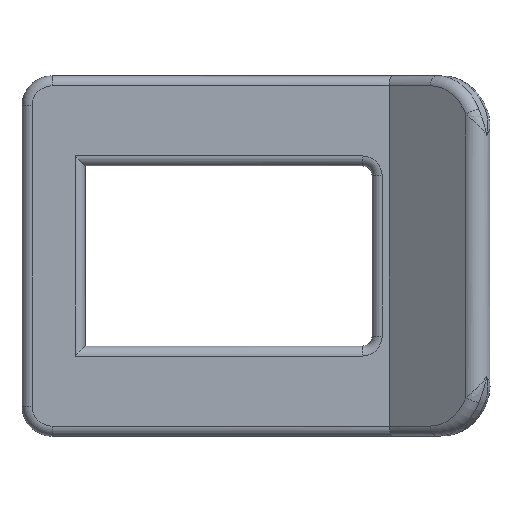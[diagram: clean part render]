
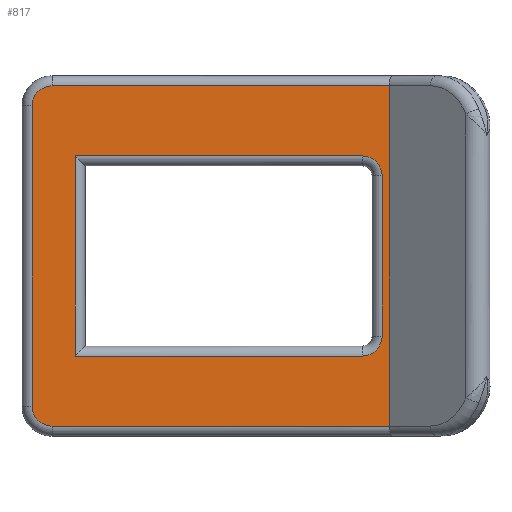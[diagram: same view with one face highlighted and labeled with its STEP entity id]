
A CAD part, top view. The second image highlights one B-rep face of the part: STEP entity #817.
In plain terms, the highlighted planar face has unit normal (0, 0, 1).
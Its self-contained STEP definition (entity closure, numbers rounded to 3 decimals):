
#15=FACE_BOUND('',#268,.T.);
#22=PLANE('',#907);
#54=LINE('',#1507,#117);
#67=LINE('',#1545,#130);
#73=LINE('',#1562,#136);
#75=LINE('',#1568,#138);
#76=LINE('',#1594,#139);
#80=LINE('',#1604,#143);
#81=LINE('',#1606,#144);
#82=LINE('',#1610,#145);
#117=VECTOR('',#1003,10.);
#130=VECTOR('',#1036,10.);
#136=VECTOR('',#1052,10.);
#138=VECTOR('',#1058,10.);
#139=VECTOR('',#1075,10.);
#143=VECTOR('',#1085,10.);
#144=VECTOR('',#1086,10.);
#145=VECTOR('',#1089,10.);
#217=FACE_OUTER_BOUND('',#267,.T.);
#267=EDGE_LOOP('',(#653,#654,#655,#656,#657,#658));
#268=EDGE_LOOP('',(#659,#660,#661,#662,#663,#664));
#316=CIRCLE('',#899,2.);
#319=CIRCLE('',#903,2.);
#321=CIRCLE('',#908,2.);
#322=CIRCLE('',#909,2.);
#369=VERTEX_POINT('',#1504);
#370=VERTEX_POINT('',#1506);
#384=VERTEX_POINT('',#1543);
#385=VERTEX_POINT('',#1544);
#391=VERTEX_POINT('',#1560);
#393=VERTEX_POINT('',#1566);
#395=VERTEX_POINT('',#1572);
#396=VERTEX_POINT('',#1576);
#401=VERTEX_POINT('',#1603);
#402=VERTEX_POINT('',#1605);
#403=VERTEX_POINT('',#1607);
#404=VERTEX_POINT('',#1609);
#455=EDGE_CURVE('',#370,#369,#54,.T.);
#473=EDGE_CURVE('',#384,#385,#67,.T.);
#482=EDGE_CURVE('',#391,#384,#73,.T.);
#485=EDGE_CURVE('',#393,#391,#75,.T.);
#487=EDGE_CURVE('',#385,#395,#316,.T.);
#490=EDGE_CURVE('',#396,#393,#319,.T.);
#493=EDGE_CURVE('',#395,#396,#76,.T.);
#498=EDGE_CURVE('',#370,#401,#80,.T.);
#499=EDGE_CURVE('',#402,#369,#81,.T.);
#500=EDGE_CURVE('',#403,#402,#321,.T.);
#501=EDGE_CURVE('',#404,#403,#82,.T.);
#502=EDGE_CURVE('',#401,#404,#322,.T.);
#653=ORIENTED_EDGE('',*,*,#498,.F.);
#654=ORIENTED_EDGE('',*,*,#455,.T.);
#655=ORIENTED_EDGE('',*,*,#499,.F.);
#656=ORIENTED_EDGE('',*,*,#500,.F.);
#657=ORIENTED_EDGE('',*,*,#501,.F.);
#658=ORIENTED_EDGE('',*,*,#502,.F.);
#659=ORIENTED_EDGE('',*,*,#482,.F.);
#660=ORIENTED_EDGE('',*,*,#485,.F.);
#661=ORIENTED_EDGE('',*,*,#490,.F.);
#662=ORIENTED_EDGE('',*,*,#493,.F.);
#663=ORIENTED_EDGE('',*,*,#487,.F.);
#664=ORIENTED_EDGE('',*,*,#473,.F.);
#817=ADVANCED_FACE('',(#217,#15),#22,.T.);
#899=AXIS2_PLACEMENT_3D('',#1573,#1063,#1064);
#903=AXIS2_PLACEMENT_3D('',#1579,#1071,#1072);
#907=AXIS2_PLACEMENT_3D('',#1602,#1083,#1084);
#908=AXIS2_PLACEMENT_3D('',#1608,#1087,#1088);
#909=AXIS2_PLACEMENT_3D('',#1611,#1090,#1091);
#1003=DIRECTION('',(0.,1.,0.));
#1036=DIRECTION('',(1.,0.,0.));
#1052=DIRECTION('',(0.,-1.,0.));
#1058=DIRECTION('',(-1.,0.,0.));
#1063=DIRECTION('center_axis',(0.,0.,1.));
#1064=DIRECTION('ref_axis',(0.707,-0.707,0.));
#1071=DIRECTION('center_axis',(0.,0.,1.));
#1072=DIRECTION('ref_axis',(0.707,0.707,0.));
#1075=DIRECTION('',(0.,1.,0.));
#1083=DIRECTION('center_axis',(0.,0.,1.));
#1084=DIRECTION('ref_axis',(1.,0.,0.));
#1085=DIRECTION('',(-1.,0.,0.));
#1086=DIRECTION('',(1.,0.,0.));
#1087=DIRECTION('center_axis',(0.,0.,-1.));
#1088=DIRECTION('ref_axis',(-0.357,0.934,0.));
#1089=DIRECTION('',(0.,1.,0.));
#1090=DIRECTION('center_axis',(0.,0.,-1.));
#1091=DIRECTION('ref_axis',(-0.357,-0.934,0.));
#1504=CARTESIAN_POINT('',(4.208,18.809,9.2));
#1506=CARTESIAN_POINT('',(4.208,-15.209,9.2));
#1507=CARTESIAN_POINT('',(4.208,-7.205,9.2));
#1543=CARTESIAN_POINT('',(-27.2,-8.2,9.2));
#1544=CARTESIAN_POINT('',(1.5,-8.2,9.2));
#1545=CARTESIAN_POINT('',(-19.25,-8.2,9.2));
#1560=CARTESIAN_POINT('',(-27.2,11.8,9.2));
#1562=CARTESIAN_POINT('',(-27.2,-2.2,9.2));
#1566=CARTESIAN_POINT('',(1.5,11.8,9.2));
#1568=CARTESIAN_POINT('',(-5.25,11.8,9.2));
#1572=CARTESIAN_POINT('',(3.5,-6.2,9.2));
#1573=CARTESIAN_POINT('Origin',(1.5,-6.2,9.2));
#1576=CARTESIAN_POINT('',(3.5,9.8,9.2));
#1579=CARTESIAN_POINT('Origin',(1.5,9.8,9.2));
#1594=CARTESIAN_POINT('',(3.5,-2.2,9.2));
#1602=CARTESIAN_POINT('Origin',(-13.5,1.8,9.2));
#1603=CARTESIAN_POINT('',(-29.5,-15.209,9.2));
#1604=CARTESIAN_POINT('',(-23.,-15.209,9.2));
#1605=CARTESIAN_POINT('',(-29.5,18.809,9.2));
#1606=CARTESIAN_POINT('',(-4.,18.809,9.2));
#1607=CARTESIAN_POINT('',(-31.5,16.809,9.2));
#1608=CARTESIAN_POINT('Origin',(-29.5,16.809,9.2));
#1609=CARTESIAN_POINT('',(-31.5,-13.209,9.2));
#1610=CARTESIAN_POINT('',(-31.5,10.7,9.2));
#1611=CARTESIAN_POINT('Origin',(-29.5,-13.209,9.2));
